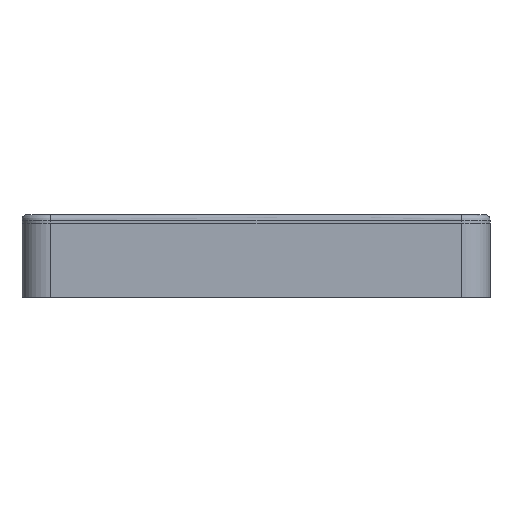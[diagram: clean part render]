
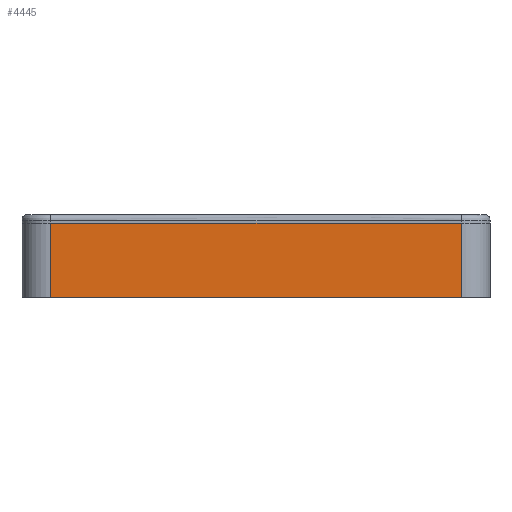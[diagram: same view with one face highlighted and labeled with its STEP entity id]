
A CAD part, left-side view. The second image highlights one B-rep face of the part: STEP entity #4445.
In plain terms, the highlighted planar face has unit normal (-1, 0, 0).
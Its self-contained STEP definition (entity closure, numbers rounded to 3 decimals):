
#515=PLANE('',#4735);
#605=FACE_OUTER_BOUND('',#840,.T.);
#840=EDGE_LOOP('',(#3108,#3109,#3110,#3111));
#1251=LINE('',#6566,#1590);
#1279=LINE('',#6649,#1618);
#1280=LINE('',#6653,#1619);
#1281=LINE('',#6654,#1620);
#1590=VECTOR('',#5223,10.);
#1618=VECTOR('',#5299,10.);
#1619=VECTOR('',#5304,10.);
#1620=VECTOR('',#5305,10.);
#1972=VERTEX_POINT('',#6563);
#1973=VERTEX_POINT('',#6565);
#2004=VERTEX_POINT('',#6648);
#2005=VERTEX_POINT('',#6652);
#2397=EDGE_CURVE('',#1972,#1973,#1251,.T.);
#2439=EDGE_CURVE('',#1973,#2004,#1279,.T.);
#2441=EDGE_CURVE('',#2005,#1972,#1280,.T.);
#2442=EDGE_CURVE('',#2005,#2004,#1281,.T.);
#3108=ORIENTED_EDGE('',*,*,#2439,.F.);
#3109=ORIENTED_EDGE('',*,*,#2397,.F.);
#3110=ORIENTED_EDGE('',*,*,#2441,.F.);
#3111=ORIENTED_EDGE('',*,*,#2442,.T.);
#4445=ADVANCED_FACE('',(#605),#515,.T.);
#4735=AXIS2_PLACEMENT_3D('',#6651,#5302,#5303);
#5223=DIRECTION('',(0.,-1.,0.));
#5299=DIRECTION('',(0.,0.,-1.));
#5302=DIRECTION('center_axis',(-1.,0.,0.));
#5303=DIRECTION('ref_axis',(0.,-1.,0.));
#5304=DIRECTION('',(0.,0.,1.));
#5305=DIRECTION('',(0.,-1.,0.));
#6563=CARTESIAN_POINT('',(-10.,67.,13.));
#6565=CARTESIAN_POINT('',(-10.,-5.,13.));
#6566=CARTESIAN_POINT('',(-10.,72.,13.));
#6648=CARTESIAN_POINT('',(-10.,-5.,0.));
#6649=CARTESIAN_POINT('',(-10.,-5.,0.));
#6651=CARTESIAN_POINT('Origin',(-10.,72.,0.));
#6652=CARTESIAN_POINT('',(-10.,67.,0.));
#6653=CARTESIAN_POINT('',(-10.,67.,0.));
#6654=CARTESIAN_POINT('',(-10.,72.,0.));
